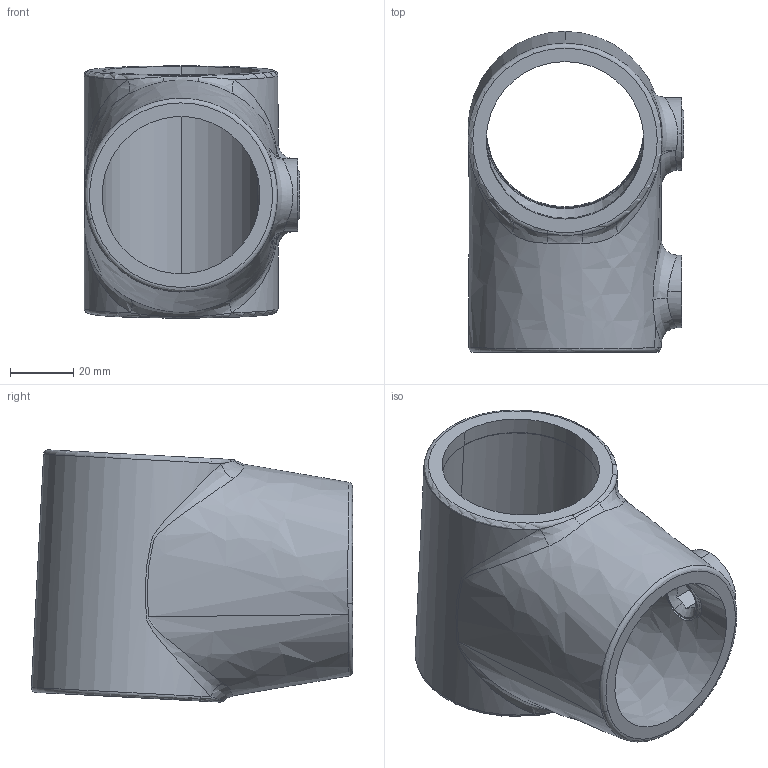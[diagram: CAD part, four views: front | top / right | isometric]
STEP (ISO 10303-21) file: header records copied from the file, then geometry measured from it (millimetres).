
FILE_DESCRIPTION (( 'STEP AP203' ), '1' );
FILE_NAME ('T17620.STEP', '2018-07-02T15:26:34', ( '' ), ( '' ), 'SwSTEP 2.0', 'SolidWorks 2016', '' );
FILE_SCHEMA (( 'CONFIG_CONTROL_DESIGN' ));
Length unit declared in the file: millimetre
Products named in the file (3): T17620 (3 Way Pipe Clamp); T19300; T17620
Assembly tree (3 placements, depth 2):
  T17620
    T17620 (3 Way Pipe Clamp)
    T19300  x2
Bounding box: 68.45 x 101.84 x 79.96 mm (x, y, z)
Volume: 112997.7 mm3; surface area: 45237.3 mm2
Topology: 3 solids, 3 shells, 82 faces, 213 edges, 137 vertices
Faces by surface type: plane 23, bspline 20, cylinder 20, cone 16, torus 3
Entity records: 7546 total; most frequent: CARTESIAN_POINT 5791, ORIENTED_EDGE 338, DIRECTION 246, EDGE_CURVE 169, VERTEX_POINT 109, AXIS2_PLACEMENT_3D 107, B_SPLINE_CURVE_WITH_KNOTS 80, EDGE_LOOP 74
